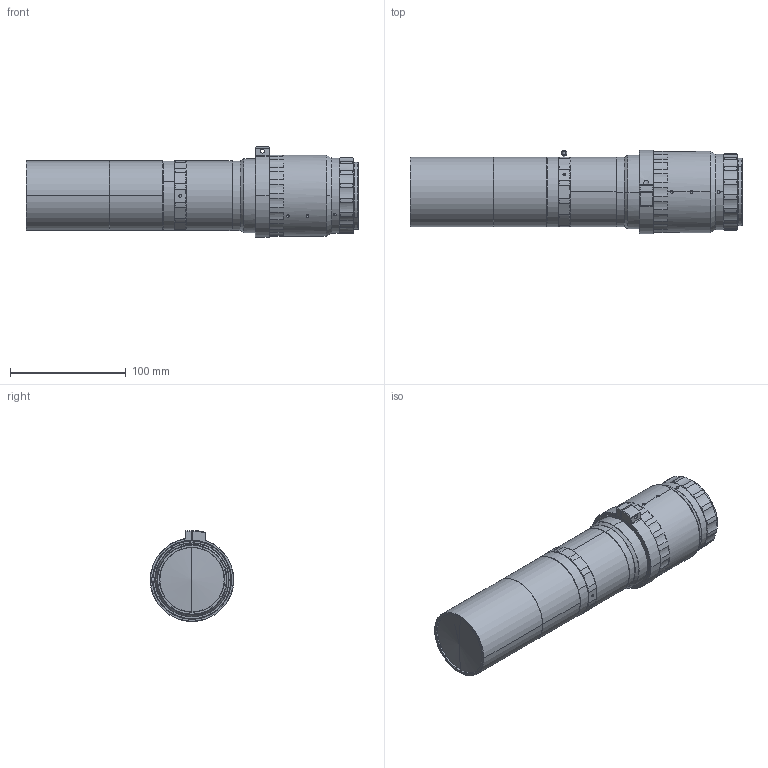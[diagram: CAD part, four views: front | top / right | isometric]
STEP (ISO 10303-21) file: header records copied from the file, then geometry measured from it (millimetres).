
FILE_DESCRIPTION (( 'STEP AP203' ), '1' );
FILE_NAME ('DTCA35F-22-G-M58-AL.STEP', '2023-03-02T13:15:55', ( '' ), ( '' ), 'SwSTEP 2.0', 'SolidWorks 2017', '' );
FILE_SCHEMA (( 'CONFIG_CONTROL_DESIGN' ));
Length unit declared in the file: millimetre
Products named in the file (1): DTCA35F-22-G-M58-AL
Bounding box: 286.51 x 72 x 78.49 mm (x, y, z)
Volume: 816106 mm3; surface area: 77621.2 mm2
Topology: 1 solids, 3 shells, 490 faces, 1310 edges, 817 vertices
Faces by surface type: cone 180, cylinder 176, plane 120, bspline 14
Entity records: 16734 total; most frequent: CARTESIAN_POINT 4435, DIRECTION 2645, ORIENTED_EDGE 2612, EDGE_CURVE 1306, AXIS2_PLACEMENT_3D 1124, VERTEX_POINT 817, CIRCLE 647, EDGE_LOOP 527
